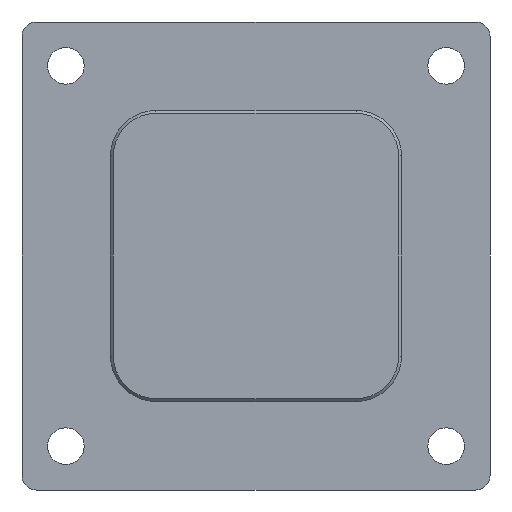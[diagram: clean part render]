
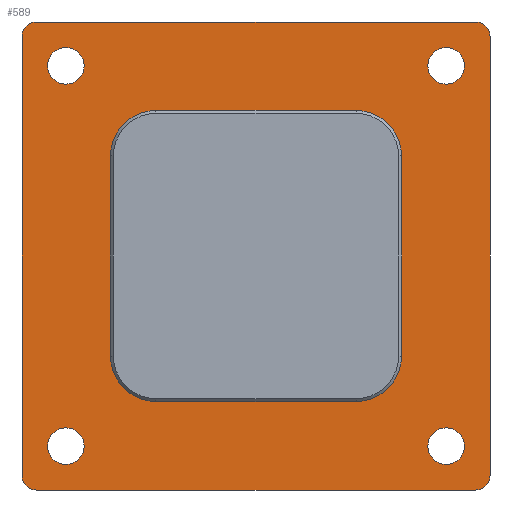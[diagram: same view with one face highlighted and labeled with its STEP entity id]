
A CAD part, left-side view. The second image highlights one B-rep face of the part: STEP entity #589.
In plain terms, the highlighted planar face has unit normal (-1, 0, 0).
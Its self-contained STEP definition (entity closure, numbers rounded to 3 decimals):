
#31=FACE_BOUND('',#102,.T.);
#32=FACE_BOUND('',#103,.T.);
#33=FACE_BOUND('',#104,.T.);
#34=FACE_BOUND('',#105,.T.);
#35=FACE_BOUND('',#106,.T.);
#38=PLANE('',#655);
#62=FACE_OUTER_BOUND('',#101,.T.);
#101=EDGE_LOOP('',(#454,#455,#456,#457,#458,#459,#460,#461));
#102=EDGE_LOOP('',(#462));
#103=EDGE_LOOP('',(#463));
#104=EDGE_LOOP('',(#464));
#105=EDGE_LOOP('',(#465));
#106=EDGE_LOOP('',(#466,#467,#468,#469,#470,#471,#472,#473));
#144=LINE('',#948,#196);
#146=LINE('',#952,#198);
#147=LINE('',#956,#199);
#148=LINE('',#960,#200);
#149=LINE('',#964,#201);
#150=LINE('',#968,#202);
#151=LINE('',#972,#203);
#152=LINE('',#976,#204);
#196=VECTOR('',#766,10.);
#198=VECTOR('',#770,10.);
#199=VECTOR('',#773,10.);
#200=VECTOR('',#776,10.);
#201=VECTOR('',#779,10.);
#202=VECTOR('',#782,10.);
#203=VECTOR('',#785,10.);
#204=VECTOR('',#788,10.);
#243=CIRCLE('',#639,1.25);
#245=CIRCLE('',#643,1.25);
#247=CIRCLE('',#647,1.25);
#249=CIRCLE('',#651,1.25);
#250=CIRCLE('',#653,1.);
#251=CIRCLE('',#656,1.);
#252=CIRCLE('',#657,1.);
#253=CIRCLE('',#658,1.);
#254=CIRCLE('',#659,3.1);
#255=CIRCLE('',#660,3.1);
#256=CIRCLE('',#661,3.1);
#257=CIRCLE('',#662,3.1);
#279=VERTEX_POINT('',#913);
#281=VERTEX_POINT('',#921);
#283=VERTEX_POINT('',#929);
#285=VERTEX_POINT('',#937);
#286=VERTEX_POINT('',#941);
#287=VERTEX_POINT('',#943);
#288=VERTEX_POINT('',#947);
#289=VERTEX_POINT('',#951);
#290=VERTEX_POINT('',#953);
#291=VERTEX_POINT('',#955);
#292=VERTEX_POINT('',#957);
#293=VERTEX_POINT('',#959);
#294=VERTEX_POINT('',#962);
#295=VERTEX_POINT('',#963);
#296=VERTEX_POINT('',#965);
#297=VERTEX_POINT('',#967);
#298=VERTEX_POINT('',#969);
#299=VERTEX_POINT('',#971);
#300=VERTEX_POINT('',#973);
#301=VERTEX_POINT('',#975);
#333=EDGE_CURVE('',#279,#279,#243,.T.);
#337=EDGE_CURVE('',#281,#281,#245,.T.);
#341=EDGE_CURVE('',#283,#283,#247,.T.);
#345=EDGE_CURVE('',#285,#285,#249,.T.);
#347=EDGE_CURVE('',#286,#287,#250,.T.);
#349=EDGE_CURVE('',#288,#287,#144,.T.);
#351=EDGE_CURVE('',#286,#289,#146,.T.);
#352=EDGE_CURVE('',#290,#289,#251,.T.);
#353=EDGE_CURVE('',#290,#291,#147,.T.);
#354=EDGE_CURVE('',#292,#291,#252,.T.);
#355=EDGE_CURVE('',#292,#293,#148,.T.);
#356=EDGE_CURVE('',#288,#293,#253,.T.);
#357=EDGE_CURVE('',#294,#295,#149,.T.);
#358=EDGE_CURVE('',#296,#294,#254,.F.);
#359=EDGE_CURVE('',#297,#296,#150,.T.);
#360=EDGE_CURVE('',#298,#297,#255,.F.);
#361=EDGE_CURVE('',#299,#298,#151,.T.);
#362=EDGE_CURVE('',#300,#299,#256,.F.);
#363=EDGE_CURVE('',#301,#300,#152,.T.);
#364=EDGE_CURVE('',#295,#301,#257,.F.);
#454=ORIENTED_EDGE('',*,*,#347,.F.);
#455=ORIENTED_EDGE('',*,*,#351,.T.);
#456=ORIENTED_EDGE('',*,*,#352,.F.);
#457=ORIENTED_EDGE('',*,*,#353,.T.);
#458=ORIENTED_EDGE('',*,*,#354,.F.);
#459=ORIENTED_EDGE('',*,*,#355,.T.);
#460=ORIENTED_EDGE('',*,*,#356,.F.);
#461=ORIENTED_EDGE('',*,*,#349,.T.);
#462=ORIENTED_EDGE('',*,*,#341,.F.);
#463=ORIENTED_EDGE('',*,*,#333,.F.);
#464=ORIENTED_EDGE('',*,*,#337,.F.);
#465=ORIENTED_EDGE('',*,*,#345,.F.);
#466=ORIENTED_EDGE('',*,*,#357,.F.);
#467=ORIENTED_EDGE('',*,*,#358,.F.);
#468=ORIENTED_EDGE('',*,*,#359,.F.);
#469=ORIENTED_EDGE('',*,*,#360,.F.);
#470=ORIENTED_EDGE('',*,*,#361,.F.);
#471=ORIENTED_EDGE('',*,*,#362,.F.);
#472=ORIENTED_EDGE('',*,*,#363,.F.);
#473=ORIENTED_EDGE('',*,*,#364,.F.);
#589=ADVANCED_FACE('',(#62,#31,#32,#33,#34,#35),#38,.F.);
#639=AXIS2_PLACEMENT_3D('',#915,#726,#727);
#643=AXIS2_PLACEMENT_3D('',#923,#736,#737);
#647=AXIS2_PLACEMENT_3D('',#931,#746,#747);
#651=AXIS2_PLACEMENT_3D('',#939,#756,#757);
#653=AXIS2_PLACEMENT_3D('',#944,#761,#762);
#655=AXIS2_PLACEMENT_3D('',#950,#768,#769);
#656=AXIS2_PLACEMENT_3D('',#954,#771,#772);
#657=AXIS2_PLACEMENT_3D('',#958,#774,#775);
#658=AXIS2_PLACEMENT_3D('',#961,#777,#778);
#659=AXIS2_PLACEMENT_3D('',#966,#780,#781);
#660=AXIS2_PLACEMENT_3D('',#970,#783,#784);
#661=AXIS2_PLACEMENT_3D('',#974,#786,#787);
#662=AXIS2_PLACEMENT_3D('',#977,#789,#790);
#726=DIRECTION('center_axis',(-1.,0.,0.));
#727=DIRECTION('ref_axis',(0.,1.,0.));
#736=DIRECTION('center_axis',(-1.,0.,0.));
#737=DIRECTION('ref_axis',(0.,1.,0.));
#746=DIRECTION('center_axis',(-1.,0.,0.));
#747=DIRECTION('ref_axis',(0.,1.,0.));
#756=DIRECTION('center_axis',(-1.,0.,0.));
#757=DIRECTION('ref_axis',(0.,1.,0.));
#761=DIRECTION('center_axis',(1.,0.,0.));
#762=DIRECTION('ref_axis',(0.,-0.707,-0.707));
#766=DIRECTION('',(0.,-1.,0.));
#768=DIRECTION('center_axis',(1.,0.,0.));
#769=DIRECTION('ref_axis',(0.,1.,0.));
#770=DIRECTION('',(0.,0.,1.));
#771=DIRECTION('center_axis',(1.,0.,0.));
#772=DIRECTION('ref_axis',(0.,-0.707,0.707));
#773=DIRECTION('',(0.,1.,0.));
#774=DIRECTION('center_axis',(1.,0.,0.));
#775=DIRECTION('ref_axis',(0.,0.707,0.707));
#776=DIRECTION('',(0.,0.,-1.));
#777=DIRECTION('center_axis',(1.,0.,0.));
#778=DIRECTION('ref_axis',(0.,0.707,-0.707));
#779=DIRECTION('',(0.,-1.,0.));
#780=DIRECTION('center_axis',(1.,0.,0.));
#781=DIRECTION('ref_axis',(0.,0.707,-0.707));
#782=DIRECTION('',(0.,0.,-1.));
#783=DIRECTION('center_axis',(1.,0.,0.));
#784=DIRECTION('ref_axis',(0.,0.707,0.707));
#785=DIRECTION('',(0.,1.,0.));
#786=DIRECTION('center_axis',(1.,0.,0.));
#787=DIRECTION('ref_axis',(0.,-0.707,0.707));
#788=DIRECTION('',(0.,0.,1.));
#789=DIRECTION('center_axis',(1.,0.,0.));
#790=DIRECTION('ref_axis',(0.,-0.707,-0.707));
#913=CARTESIAN_POINT('',(80.9,-43.25,343.));
#915=CARTESIAN_POINT('Origin',(80.9,-42.,343.));
#921=CARTESIAN_POINT('',(80.9,-43.25,317.));
#923=CARTESIAN_POINT('Origin',(80.9,-42.,317.));
#929=CARTESIAN_POINT('',(80.9,-69.25,317.));
#931=CARTESIAN_POINT('Origin',(80.9,-68.,317.));
#937=CARTESIAN_POINT('',(80.9,-69.25,343.));
#939=CARTESIAN_POINT('Origin',(80.9,-68.,343.));
#941=CARTESIAN_POINT('',(80.9,-71.,315.));
#943=CARTESIAN_POINT('',(80.9,-70.,314.));
#944=CARTESIAN_POINT('Origin',(80.9,-70.,315.));
#947=CARTESIAN_POINT('',(80.9,-40.,314.));
#948=CARTESIAN_POINT('',(80.9,-39.,314.));
#950=CARTESIAN_POINT('Origin',(80.9,-55.,330.));
#951=CARTESIAN_POINT('',(80.9,-71.,345.));
#952=CARTESIAN_POINT('',(80.9,-71.,314.));
#953=CARTESIAN_POINT('',(80.9,-70.,346.));
#954=CARTESIAN_POINT('Origin',(80.9,-70.,345.));
#955=CARTESIAN_POINT('',(80.9,-40.,346.));
#956=CARTESIAN_POINT('',(80.9,-71.,346.));
#957=CARTESIAN_POINT('',(80.9,-39.,345.));
#958=CARTESIAN_POINT('Origin',(80.9,-40.,345.));
#959=CARTESIAN_POINT('',(80.9,-39.,315.));
#960=CARTESIAN_POINT('',(80.9,-39.,346.));
#961=CARTESIAN_POINT('Origin',(80.9,-40.,315.));
#962=CARTESIAN_POINT('',(80.9,-48.15,320.05));
#963=CARTESIAN_POINT('',(80.9,-61.85,320.05));
#964=CARTESIAN_POINT('',(80.9,-50.,320.05));
#965=CARTESIAN_POINT('',(80.9,-45.05,323.15));
#966=CARTESIAN_POINT('Origin',(80.9,-48.15,323.15));
#967=CARTESIAN_POINT('',(80.9,-45.05,336.85));
#968=CARTESIAN_POINT('',(80.9,-45.05,335.));
#969=CARTESIAN_POINT('',(80.9,-48.15,339.95));
#970=CARTESIAN_POINT('Origin',(80.9,-48.15,336.85));
#971=CARTESIAN_POINT('',(80.9,-61.85,339.95));
#972=CARTESIAN_POINT('',(80.9,-60.,339.95));
#973=CARTESIAN_POINT('',(80.9,-64.95,336.85));
#974=CARTESIAN_POINT('Origin',(80.9,-61.85,336.85));
#975=CARTESIAN_POINT('',(80.9,-64.95,323.15));
#976=CARTESIAN_POINT('',(80.9,-64.95,325.));
#977=CARTESIAN_POINT('Origin',(80.9,-61.85,323.15));
